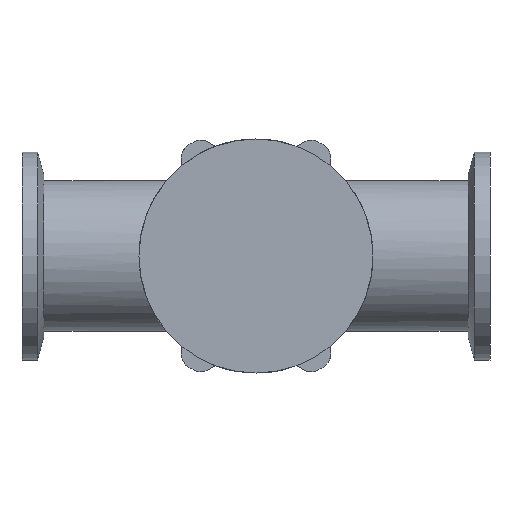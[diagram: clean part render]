
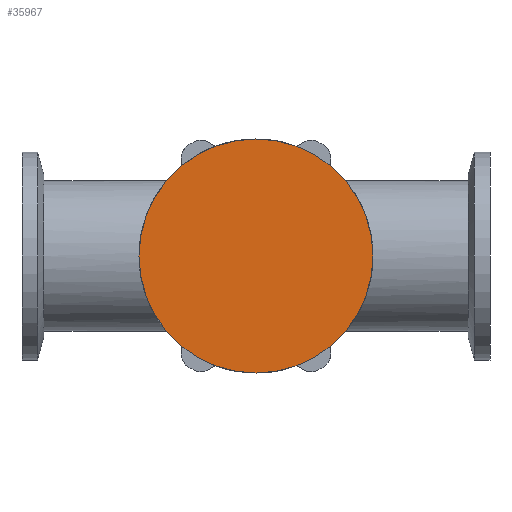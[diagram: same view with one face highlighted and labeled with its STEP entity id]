
A CAD part, front view. The second image highlights one B-rep face of the part: STEP entity #35967.
In plain terms, the highlighted planar face has unit normal (0, -1, 0).
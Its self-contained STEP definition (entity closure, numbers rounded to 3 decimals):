
#6411 = VERTEX_POINT ( 'NONE', #23156 ) ;
#7281 = DIRECTION ( 'NONE',  ( 0., 1., 0. ) ) ;
#7578 = CARTESIAN_POINT ( 'NONE',  ( 0., -25., 0. ) ) ;
#14975 = AXIS2_PLACEMENT_3D ( 'NONE', #35667, #53857, #53260 ) ;
#15746 = CIRCLE ( 'NONE', #29149, 22.5 ) ;
#15864 = EDGE_CURVE ( 'NONE', #43639, #6411, #15746, .T. ) ;
#23156 = CARTESIAN_POINT ( 'NONE',  ( 0., -25., -22.5 ) ) ;
#29149 = AXIS2_PLACEMENT_3D ( 'NONE', #7578, #7281, #33886 ) ;
#30311 = FACE_OUTER_BOUND ( 'NONE', #50616, .T. ) ;
#33886 = DIRECTION ( 'NONE',  ( 0., 0., 1. ) ) ;
#35076 = PLANE ( 'NONE',  #14975 ) ;
#35667 = CARTESIAN_POINT ( 'NONE',  ( 0., -25., 0. ) ) ;
#35967 = ADVANCED_FACE ( 'NONE', ( #30311 ), #35076, .F. ) ;
#39567 = ORIENTED_EDGE ( 'NONE', *, *, #43436, .F. ) ;
#43436 = EDGE_CURVE ( 'NONE', #6411, #43639, #55164, .T. ) ;
#43639 = VERTEX_POINT ( 'NONE', #56663 ) ;
#48442 = DIRECTION ( 'NONE',  ( 0., 0., 1. ) ) ;
#50616 = EDGE_LOOP ( 'NONE', ( #39567, #58406 ) ) ;
#53260 = DIRECTION ( 'NONE',  ( 0., 0., 1. ) ) ;
#53513 = DIRECTION ( 'NONE',  ( 0., 1., 0. ) ) ;
#53813 = CARTESIAN_POINT ( 'NONE',  ( 0., -25., 0. ) ) ;
#53857 = DIRECTION ( 'NONE',  ( 0., 1., 0. ) ) ;
#55164 = CIRCLE ( 'NONE', #58013, 22.5 ) ;
#56663 = CARTESIAN_POINT ( 'NONE',  ( 0., -25., 22.5 ) ) ;
#58013 = AXIS2_PLACEMENT_3D ( 'NONE', #53813, #53513, #48442 ) ;
#58406 = ORIENTED_EDGE ( 'NONE', *, *, #15864, .F. ) ;
